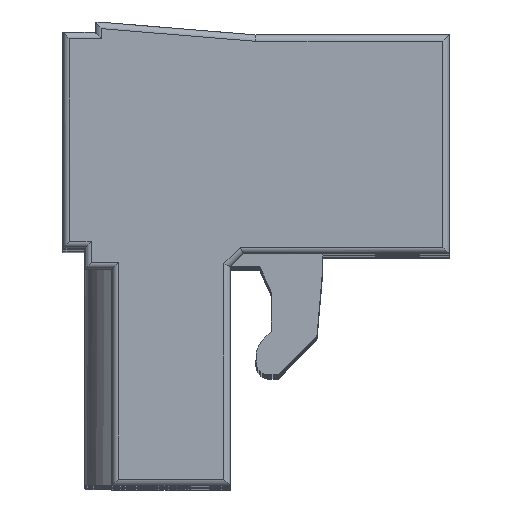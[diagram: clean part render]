
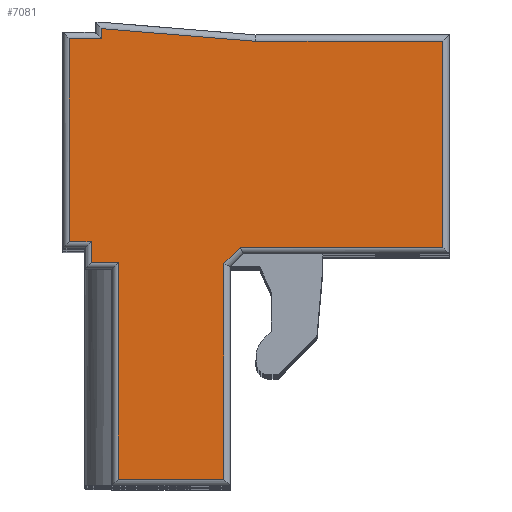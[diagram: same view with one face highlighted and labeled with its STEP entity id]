
A CAD part, top view. The second image highlights one B-rep face of the part: STEP entity #7081.
In plain terms, the highlighted planar face has unit normal (0, 0, 1).
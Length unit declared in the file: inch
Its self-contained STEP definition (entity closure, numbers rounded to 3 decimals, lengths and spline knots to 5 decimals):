
#183 = VECTOR ( 'NONE', #12478, 39.37008 ) ;
#422 = CARTESIAN_POINT ( 'NONE',  ( -0.50591, -0.54015, 0.32 ) ) ;
#956 = EDGE_CURVE ( 'NONE', #11770, #22961, #6385, .T. ) ;
#1182 = EDGE_CURVE ( 'NONE', #25830, #25331, #23809, .T. ) ;
#1862 = EDGE_CURVE ( 'NONE', #21775, #7888, #26095, .T. ) ;
#2113 = CARTESIAN_POINT ( 'NONE',  ( -0.59055, 0.13308, 0.32 ) ) ;
#2590 = DIRECTION ( 'NONE',  ( -1., 0., 0. ) ) ;
#3382 = DIRECTION ( 'NONE',  ( -0.997, 0.082, 0. ) ) ;
#3822 = EDGE_CURVE ( 'NONE', #30997, #11770, #17452, .T. ) ;
#4347 = ORIENTED_EDGE ( 'NONE', *, *, #10006, .T. ) ;
#4485 = ORIENTED_EDGE ( 'NONE', *, *, #27065, .T. ) ;
#4874 = VECTOR ( 'NONE', #40226, 39.37008 ) ;
#5814 = ORIENTED_EDGE ( 'NONE', *, *, #33205, .T. ) ;
#5829 = LINE ( 'NONE', #25016, #31772 ) ;
#6385 = LINE ( 'NONE', #16949, #15349 ) ;
#6559 = CARTESIAN_POINT ( 'NONE',  ( -0.59055, -0.20944, 0.32 ) ) ;
#6598 = CARTESIAN_POINT ( 'NONE',  ( -0.54724, -0.17716, 0.32 ) ) ;
#6840 = CARTESIAN_POINT ( 'NONE',  ( -0.5315, 0.15867, 0.32 ) ) ;
#7073 = CARTESIAN_POINT ( 'NONE',  ( -0.59055, 0.15867, 0.32 ) ) ;
#7081 = ADVANCED_FACE ( 'NONE', ( #11436 ), #39098, .F. ) ;
#7771 = ORIENTED_EDGE ( 'NONE', *, *, #39423, .T. ) ;
#7815 = LINE ( 'NONE', #33059, #13772 ) ;
#7888 = VERTEX_POINT ( 'NONE', #24265 ) ;
#8087 = VECTOR ( 'NONE', #3382, 39.37008 ) ;
#8892 = VERTEX_POINT ( 'NONE', #20262 ) ;
#9479 = VECTOR ( 'NONE', #10393, 39.37008 ) ;
#9838 = CARTESIAN_POINT ( 'NONE',  ( -0.5315, 0.13308, 0.32 ) ) ;
#10006 = EDGE_CURVE ( 'NONE', #22961, #21775, #18636, .T. ) ;
#10142 = VECTOR ( 'NONE', #15985, 39.37008 ) ;
#10320 = DIRECTION ( 'NONE',  ( 0., -1., 0. ) ) ;
#10393 = DIRECTION ( 'NONE',  ( 0., -1., 0. ) ) ;
#10648 = LINE ( 'NONE', #22346, #183 ) ;
#11019 = CARTESIAN_POINT ( 'NONE',  ( -0.54724, 0.15867, 0.32 ) ) ;
#11436 = FACE_OUTER_BOUND ( 'NONE', #24225, .T. ) ;
#11770 = VERTEX_POINT ( 'NONE', #422 ) ;
#11835 = VERTEX_POINT ( 'NONE', #32529 ) ;
#12341 = CARTESIAN_POINT ( 'NONE',  ( -0.58071, 0.13308, 0.32 ) ) ;
#12478 = DIRECTION ( 'NONE',  ( 0., -1., 0. ) ) ;
#13772 = VECTOR ( 'NONE', #23614, 39.37008 ) ;
#14024 = VECTOR ( 'NONE', #10320, 39.37008 ) ;
#14210 = VERTEX_POINT ( 'NONE', #36751 ) ;
#15246 = CARTESIAN_POINT ( 'NONE',  ( -0.58071, -0.17716, 0.32 ) ) ;
#15349 = VECTOR ( 'NONE', #23332, 39.37008 ) ;
#15502 = LINE ( 'NONE', #6840, #14024 ) ;
#15664 = ORIENTED_EDGE ( 'NONE', *, *, #1182, .T. ) ;
#15985 = DIRECTION ( 'NONE',  ( 0., 1., 0. ) ) ;
#16550 = CARTESIAN_POINT ( 'NONE',  ( -0.5315, 0.14847, 0.32 ) ) ;
#16949 = CARTESIAN_POINT ( 'NONE',  ( -0.59055, -0.54015, 0.32 ) ) ;
#17452 = LINE ( 'NONE', #33061, #9479 ) ;
#17547 = VERTEX_POINT ( 'NONE', #12341 ) ;
#17635 = VECTOR ( 'NONE', #36975, 39.37008 ) ;
#17695 = DIRECTION ( 'NONE',  ( -1., 0., 0. ) ) ;
#18098 = EDGE_CURVE ( 'NONE', #11835, #8892, #28237, .T. ) ;
#18267 = ORIENTED_EDGE ( 'NONE', *, *, #29377, .T. ) ;
#18464 = VECTOR ( 'NONE', #17695, 39.37008 ) ;
#18636 = LINE ( 'NONE', #41199, #10142 ) ;
#20035 = VECTOR ( 'NONE', #38306, 39.37008 ) ;
#20260 = ORIENTED_EDGE ( 'NONE', *, *, #1862, .T. ) ;
#20262 = CARTESIAN_POINT ( 'NONE',  ( -0.00984, 0.12914, 0.32 ) ) ;
#21423 = ORIENTED_EDGE ( 'NONE', *, *, #38239, .T. ) ;
#21775 = VERTEX_POINT ( 'NONE', #40374 ) ;
#22346 = CARTESIAN_POINT ( 'NONE',  ( -0.58071, 0.15867, 0.32 ) ) ;
#22607 = EDGE_CURVE ( 'NONE', #14210, #38602, #29054, .T. ) ;
#22706 = VECTOR ( 'NONE', #27940, 39.37008 ) ;
#22961 = VERTEX_POINT ( 'NONE', #28167 ) ;
#23332 = DIRECTION ( 'NONE',  ( 1., 0., 0. ) ) ;
#23490 = DIRECTION ( 'NONE',  ( 0., 0., -1. ) ) ;
#23614 = DIRECTION ( 'NONE',  ( 1., 0., 0. ) ) ;
#23809 = LINE ( 'NONE', #11019, #4874 ) ;
#24225 = EDGE_LOOP ( 'NONE', ( #21423, #40847, #4485, #15664, #7771, #33664, #38983, #4347, #20260, #5814, #24445, #39853, #34236, #18267 ) ) ;
#24265 = CARTESIAN_POINT ( 'NONE',  ( -0.31904, -0.18582, 0.32 ) ) ;
#24445 = ORIENTED_EDGE ( 'NONE', *, *, #18098, .T. ) ;
#24830 = AXIS2_PLACEMENT_3D ( 'NONE', #7073, #23490, #39494 ) ;
#25016 = CARTESIAN_POINT ( 'NONE',  ( -0.59055, 0.12914, 0.32 ) ) ;
#25331 = VERTEX_POINT ( 'NONE', #39193 ) ;
#25511 = LINE ( 'NONE', #31846, #20035 ) ;
#25830 = VERTEX_POINT ( 'NONE', #6598 ) ;
#26095 = LINE ( 'NONE', #27231, #17635 ) ;
#26178 = VECTOR ( 'NONE', #29154, 39.37008 ) ;
#26427 = CARTESIAN_POINT ( 'NONE',  ( -0.50591, -0.20944, 0.32 ) ) ;
#26908 = LINE ( 'NONE', #2113, #18464 ) ;
#27065 = EDGE_CURVE ( 'NONE', #28441, #25830, #7815, .T. ) ;
#27231 = CARTESIAN_POINT ( 'NONE',  ( -0.28255, -0.14933, 0.32 ) ) ;
#27940 = DIRECTION ( 'NONE',  ( 0., 1., 0. ) ) ;
#28167 = CARTESIAN_POINT ( 'NONE',  ( -0.34449, -0.54015, 0.32 ) ) ;
#28237 = LINE ( 'NONE', #30768, #22706 ) ;
#28441 = VERTEX_POINT ( 'NONE', #15246 ) ;
#29054 = LINE ( 'NONE', #32449, #8087 ) ;
#29154 = DIRECTION ( 'NONE',  ( 1., 0., 0. ) ) ;
#29377 = EDGE_CURVE ( 'NONE', #38602, #41020, #15502, .T. ) ;
#30402 = EDGE_CURVE ( 'NONE', #17547, #28441, #10648, .T. ) ;
#30768 = CARTESIAN_POINT ( 'NONE',  ( -0.00984, 0.15867, 0.32 ) ) ;
#30997 = VERTEX_POINT ( 'NONE', #26427 ) ;
#31772 = VECTOR ( 'NONE', #2590, 39.37008 ) ;
#31846 = CARTESIAN_POINT ( 'NONE',  ( -0.59055, -0.18582, 0.32 ) ) ;
#32449 = CARTESIAN_POINT ( 'NONE',  ( -0.59099, 0.15335, 0.32 ) ) ;
#32529 = CARTESIAN_POINT ( 'NONE',  ( -0.00984, -0.18582, 0.32 ) ) ;
#33059 = CARTESIAN_POINT ( 'NONE',  ( -0.59055, -0.17716, 0.32 ) ) ;
#33061 = CARTESIAN_POINT ( 'NONE',  ( -0.50591, 0.15867, 0.32 ) ) ;
#33205 = EDGE_CURVE ( 'NONE', #7888, #11835, #25511, .T. ) ;
#33664 = ORIENTED_EDGE ( 'NONE', *, *, #3822, .T. ) ;
#34236 = ORIENTED_EDGE ( 'NONE', *, *, #22607, .T. ) ;
#34784 = LINE ( 'NONE', #6559, #26178 ) ;
#36751 = CARTESIAN_POINT ( 'NONE',  ( -0.29568, 0.12914, 0.32 ) ) ;
#36975 = DIRECTION ( 'NONE',  ( 0.707, 0.707, 0. ) ) ;
#38239 = EDGE_CURVE ( 'NONE', #41020, #17547, #26908, .T. ) ;
#38306 = DIRECTION ( 'NONE',  ( 1., 0., 0. ) ) ;
#38602 = VERTEX_POINT ( 'NONE', #16550 ) ;
#38933 = EDGE_CURVE ( 'NONE', #8892, #14210, #5829, .T. ) ;
#38983 = ORIENTED_EDGE ( 'NONE', *, *, #956, .T. ) ;
#39098 = PLANE ( 'NONE',  #24830 ) ;
#39193 = CARTESIAN_POINT ( 'NONE',  ( -0.54724, -0.20944, 0.32 ) ) ;
#39423 = EDGE_CURVE ( 'NONE', #25331, #30997, #34784, .T. ) ;
#39494 = DIRECTION ( 'NONE',  ( 0., 1., 0. ) ) ;
#39853 = ORIENTED_EDGE ( 'NONE', *, *, #38933, .T. ) ;
#40226 = DIRECTION ( 'NONE',  ( 0., -1., 0. ) ) ;
#40374 = CARTESIAN_POINT ( 'NONE',  ( -0.34449, -0.21127, 0.32 ) ) ;
#40847 = ORIENTED_EDGE ( 'NONE', *, *, #30402, .T. ) ;
#41020 = VERTEX_POINT ( 'NONE', #9838 ) ;
#41199 = CARTESIAN_POINT ( 'NONE',  ( -0.34449, 0.15867, 0.32 ) ) ;
